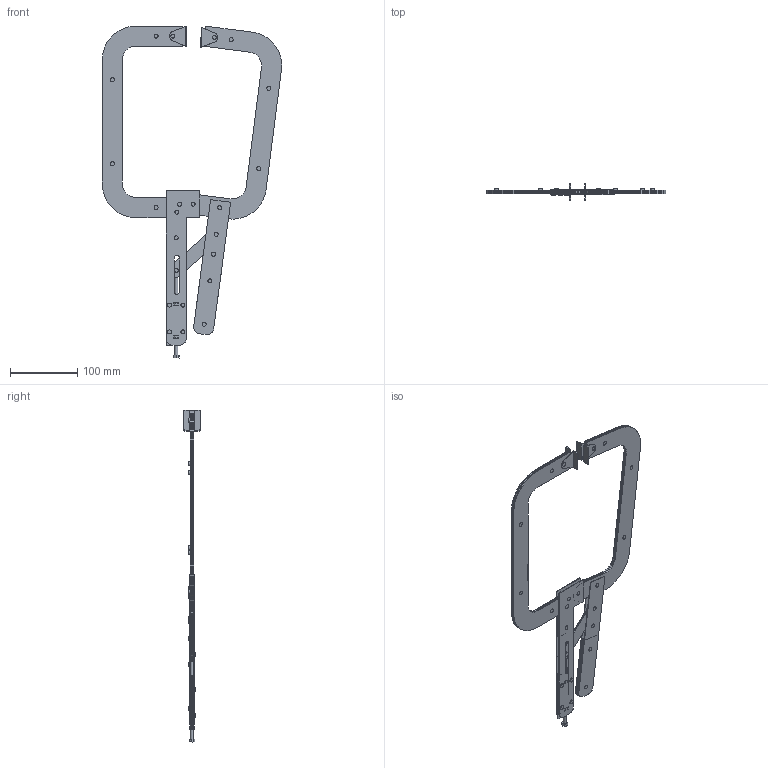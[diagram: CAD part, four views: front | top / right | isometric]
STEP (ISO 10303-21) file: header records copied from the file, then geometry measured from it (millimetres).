
FILE_DESCRIPTION(/* description */ (''),/* implementation_level */ '2;1');
FILE_NAME(/* name */ '00-0000-GeneralAssembly.stp',/* time_stamp */ '2020-05-10T13:33:08+10:00',/* author */ ('Owner'),/* organization */ (''),/* preprocessor_version */ 'ST-DEVELOPER v18',/* originating_system */ 'Autodesk Inventor 2020',/* authorisation */ '');
FILE_SCHEMA (('AUTOMOTIVE_DESIGN { 1 0 10303 214 3 1 1 }'));
Products named in the file (19): 0001-0-00-0000; 0001-0-03-0000-gripasy; 0001-0-00-0010-grip2; 0001-0-00-0013-grippacker; 0001-0-01-0001-topClamp; 0001-0-00-0001-topClamp; 0001-0-02-0002-bottomClamp; 0001-0-00-0002-bottomClamp; 0001-0-04-0000-leverasy; 0001-0-00-0005-leverLRG; 0001-0-00-0011-innerlevLRG; 0001-0-05-0000-linkageasy; 0001-0-00-0006-linkage; 0001-0-06-0000-bracketays; 0001-0-00-0014-bracket; 0001-0-01-0000-screwWeldment; 0001-0-00-0004-allthread; 0001-0-00-0007-nuts; 0001-0-00-0009-BOLTLINK
Assembly tree (69 placements, depth 3):
  0001-0-00-0000
    0001-0-03-0000-gripasy
      0001-0-00-0010-grip2  x2
      0001-0-00-0007-nuts  x2
      0001-0-00-0013-grippacker  x10
      0001-0-00-0009-BOLTLINK  x4
    0001-0-01-0001-topClamp
      0001-0-00-0001-topClamp  x5
      0001-0-00-0009-BOLTLINK  x4
    0001-0-02-0002-bottomClamp
      0001-0-00-0002-bottomClamp  x5
      0001-0-00-0009-BOLTLINK  x3
    0001-0-04-0000-leverasy
      0001-0-00-0005-leverLRG  x2
      0001-0-00-0011-innerlevLRG  x5
      0001-0-00-0009-BOLTLINK  x2
    0001-0-05-0000-linkageasy
      0001-0-00-0006-linkage  x3
      0001-0-00-0009-BOLTLINK
    0001-0-06-0000-bracketays  x2
      0001-0-00-0014-bracket
    0001-0-01-0000-screwWeldment
      0001-0-00-0004-allthread
      0001-0-00-0007-nuts
    0001-0-00-0009-BOLTLINK  x9
Bounding box: 266.86 x 25 x 493.77 mm (x, y, z)
Volume: 194590.4 mm3; surface area: 399074.7 mm2
Topology: 63 solids, 63 shells, 630 faces, 1629 edges, 1125 vertices
Faces by surface type: plane 373, cylinder 257
Full cylindrical faces by diameter (mm): 5 x4, 6 x159
Entity records: 5967 total; most frequent: DIRECTION 1012, CARTESIAN_POINT 903, ORIENTED_EDGE 792, EDGE_CURVE 396, AXIS2_PLACEMENT_3D 381, VERTEX_POINT 272, LINE 250, VECTOR 250
